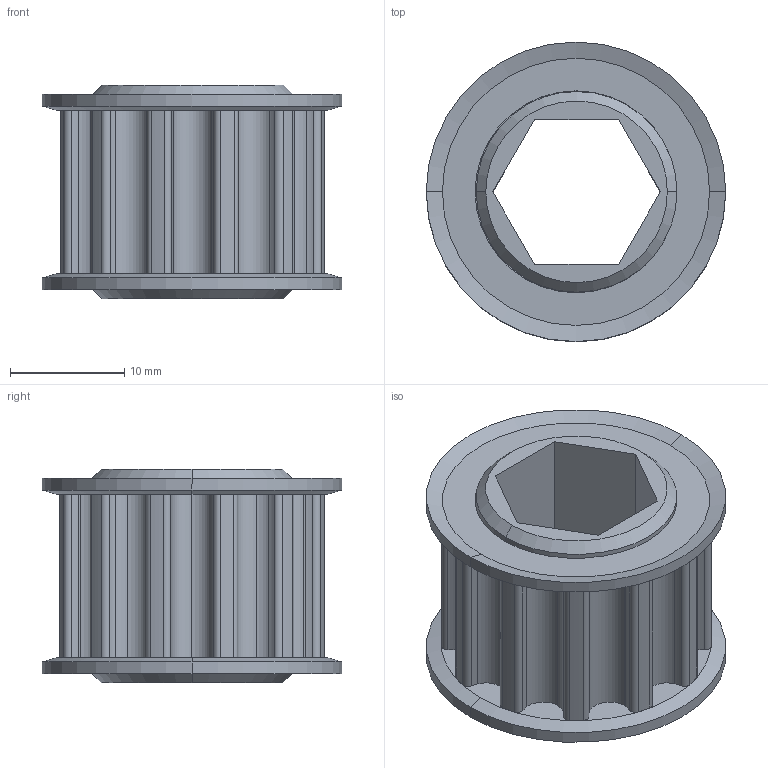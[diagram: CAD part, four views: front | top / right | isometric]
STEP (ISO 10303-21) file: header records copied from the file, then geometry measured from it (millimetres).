
FILE_DESCRIPTION (( 'STEP AP214' ), '1' );
FILE_NAME ('REV-21-2201-RevD.STEP', '2025-10-29T17:33:51', ( '' ), ( '' ), 'SwSTEP 2.0', 'SolidWorks 2022', '' );
FILE_SCHEMA (( 'AUTOMOTIVE_DESIGN' ));
Length unit declared in the file: inch
Products named in the file (1): REV-21-2201-RevD
Bounding box: 26.19 x 26.19 x 18.69 mm (x, y, z)
Volume: 4018.7 mm3; surface area: 4350.1 mm2
Topology: 3 solids, 3 shells, 328 faces, 891 edges, 590 vertices
Faces by surface type: plane 178, cylinder 95, bspline 43, cone 12
Entity records: 15262 total; most frequent: CARTESIAN_POINT 4333, ORIENTED_EDGE 1782, DIRECTION 1579, EDGE_CURVE 891, LINE 603, VECTOR 603, VERTEX_POINT 590, AXIS2_PLACEMENT_3D 488
